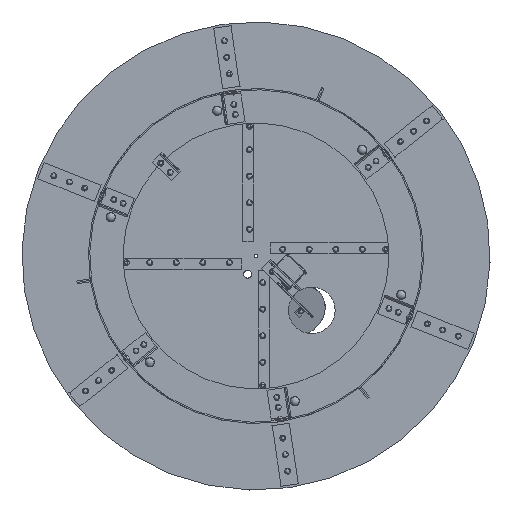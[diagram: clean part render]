
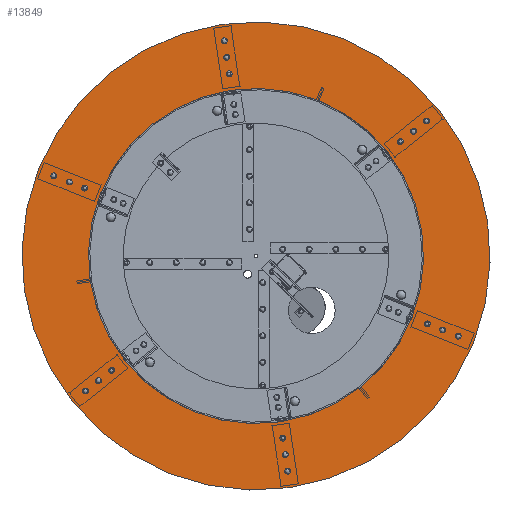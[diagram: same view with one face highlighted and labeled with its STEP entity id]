
A CAD part, front view. The second image highlights one B-rep face of the part: STEP entity #13849.
In plain terms, the highlighted planar face has unit normal (0, -1, 0).
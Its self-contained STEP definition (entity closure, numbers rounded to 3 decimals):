
#1408=FACE_BOUND('',#3482,.T.);
#1409=FACE_BOUND('',#3483,.T.);
#1410=FACE_BOUND('',#3484,.T.);
#1411=FACE_BOUND('',#3485,.T.);
#1412=FACE_BOUND('',#3486,.T.);
#1413=FACE_BOUND('',#3487,.T.);
#1414=FACE_BOUND('',#3488,.T.);
#1415=FACE_BOUND('',#3489,.T.);
#1416=FACE_BOUND('',#3490,.T.);
#1417=FACE_BOUND('',#3491,.T.);
#1418=FACE_BOUND('',#3492,.T.);
#1419=FACE_BOUND('',#3493,.T.);
#1420=FACE_BOUND('',#3494,.T.);
#1421=FACE_BOUND('',#3495,.T.);
#1422=FACE_BOUND('',#3496,.T.);
#1423=FACE_BOUND('',#3497,.T.);
#1424=FACE_BOUND('',#3498,.T.);
#1425=FACE_BOUND('',#3499,.T.);
#1426=FACE_BOUND('',#3500,.T.);
#1795=PLANE('',#15487);
#2480=FACE_OUTER_BOUND('',#3481,.T.);
#3481=EDGE_LOOP('',(#12648));
#3482=EDGE_LOOP('',(#12649));
#3483=EDGE_LOOP('',(#12650));
#3484=EDGE_LOOP('',(#12651));
#3485=EDGE_LOOP('',(#12652));
#3486=EDGE_LOOP('',(#12653));
#3487=EDGE_LOOP('',(#12654));
#3488=EDGE_LOOP('',(#12655));
#3489=EDGE_LOOP('',(#12656));
#3490=EDGE_LOOP('',(#12657));
#3491=EDGE_LOOP('',(#12658));
#3492=EDGE_LOOP('',(#12659));
#3493=EDGE_LOOP('',(#12660));
#3494=EDGE_LOOP('',(#12661));
#3495=EDGE_LOOP('',(#12662));
#3496=EDGE_LOOP('',(#12663));
#3497=EDGE_LOOP('',(#12664));
#3498=EDGE_LOOP('',(#12665));
#3499=EDGE_LOOP('',(#12666));
#3500=EDGE_LOOP('',(#12667));
#6220=CIRCLE('',#15427,2.45);
#6222=CIRCLE('',#15430,2.45);
#6224=CIRCLE('',#15433,2.45);
#6226=CIRCLE('',#15436,2.45);
#6228=CIRCLE('',#15439,2.45);
#6230=CIRCLE('',#15442,2.45);
#6232=CIRCLE('',#15445,2.45);
#6234=CIRCLE('',#15448,2.45);
#6236=CIRCLE('',#15451,2.45);
#6238=CIRCLE('',#15454,2.45);
#6240=CIRCLE('',#15457,2.45);
#6242=CIRCLE('',#15460,2.45);
#6244=CIRCLE('',#15463,2.45);
#6246=CIRCLE('',#15466,2.45);
#6248=CIRCLE('',#15469,2.45);
#6250=CIRCLE('',#15472,2.45);
#6252=CIRCLE('',#15475,2.45);
#6254=CIRCLE('',#15478,2.45);
#6256=CIRCLE('',#15481,252.);
#6259=CIRCLE('',#15485,352.);
#7359=VERTEX_POINT('',#24993);
#7361=VERTEX_POINT('',#24999);
#7363=VERTEX_POINT('',#25005);
#7365=VERTEX_POINT('',#25011);
#7367=VERTEX_POINT('',#25017);
#7369=VERTEX_POINT('',#25023);
#7371=VERTEX_POINT('',#25029);
#7373=VERTEX_POINT('',#25035);
#7375=VERTEX_POINT('',#25041);
#7377=VERTEX_POINT('',#25047);
#7379=VERTEX_POINT('',#25053);
#7381=VERTEX_POINT('',#25059);
#7383=VERTEX_POINT('',#25065);
#7385=VERTEX_POINT('',#25071);
#7387=VERTEX_POINT('',#25077);
#7389=VERTEX_POINT('',#25083);
#7391=VERTEX_POINT('',#25089);
#7393=VERTEX_POINT('',#25095);
#7395=VERTEX_POINT('',#25101);
#7398=VERTEX_POINT('',#25109);
#9105=EDGE_CURVE('',#7359,#7359,#6220,.T.);
#9108=EDGE_CURVE('',#7361,#7361,#6222,.T.);
#9111=EDGE_CURVE('',#7363,#7363,#6224,.T.);
#9114=EDGE_CURVE('',#7365,#7365,#6226,.T.);
#9117=EDGE_CURVE('',#7367,#7367,#6228,.T.);
#9120=EDGE_CURVE('',#7369,#7369,#6230,.T.);
#9123=EDGE_CURVE('',#7371,#7371,#6232,.T.);
#9126=EDGE_CURVE('',#7373,#7373,#6234,.T.);
#9129=EDGE_CURVE('',#7375,#7375,#6236,.T.);
#9132=EDGE_CURVE('',#7377,#7377,#6238,.T.);
#9135=EDGE_CURVE('',#7379,#7379,#6240,.T.);
#9138=EDGE_CURVE('',#7381,#7381,#6242,.T.);
#9141=EDGE_CURVE('',#7383,#7383,#6244,.T.);
#9144=EDGE_CURVE('',#7385,#7385,#6246,.T.);
#9147=EDGE_CURVE('',#7387,#7387,#6248,.T.);
#9150=EDGE_CURVE('',#7389,#7389,#6250,.T.);
#9153=EDGE_CURVE('',#7391,#7391,#6252,.T.);
#9156=EDGE_CURVE('',#7393,#7393,#6254,.T.);
#9159=EDGE_CURVE('',#7395,#7395,#6256,.T.);
#9164=EDGE_CURVE('',#7398,#7398,#6259,.T.);
#12648=ORIENTED_EDGE('',*,*,#9164,.F.);
#12649=ORIENTED_EDGE('',*,*,#9105,.T.);
#12650=ORIENTED_EDGE('',*,*,#9108,.T.);
#12651=ORIENTED_EDGE('',*,*,#9111,.T.);
#12652=ORIENTED_EDGE('',*,*,#9114,.T.);
#12653=ORIENTED_EDGE('',*,*,#9117,.T.);
#12654=ORIENTED_EDGE('',*,*,#9120,.T.);
#12655=ORIENTED_EDGE('',*,*,#9123,.T.);
#12656=ORIENTED_EDGE('',*,*,#9126,.T.);
#12657=ORIENTED_EDGE('',*,*,#9129,.T.);
#12658=ORIENTED_EDGE('',*,*,#9132,.T.);
#12659=ORIENTED_EDGE('',*,*,#9135,.T.);
#12660=ORIENTED_EDGE('',*,*,#9138,.T.);
#12661=ORIENTED_EDGE('',*,*,#9141,.T.);
#12662=ORIENTED_EDGE('',*,*,#9144,.T.);
#12663=ORIENTED_EDGE('',*,*,#9147,.T.);
#12664=ORIENTED_EDGE('',*,*,#9150,.T.);
#12665=ORIENTED_EDGE('',*,*,#9153,.T.);
#12666=ORIENTED_EDGE('',*,*,#9156,.T.);
#12667=ORIENTED_EDGE('',*,*,#9159,.T.);
#13849=ADVANCED_FACE('',(#2480,#1408,#1409,#1410,#1411,#1412,#1413,#1414,
#1415,#1416,#1417,#1418,#1419,#1420,#1421,#1422,#1423,#1424,#1425,#1426),
#1795,.F.);
#15427=AXIS2_PLACEMENT_3D('',#24994,#19076,#19077);
#15430=AXIS2_PLACEMENT_3D('',#25000,#19083,#19084);
#15433=AXIS2_PLACEMENT_3D('',#25006,#19090,#19091);
#15436=AXIS2_PLACEMENT_3D('',#25012,#19097,#19098);
#15439=AXIS2_PLACEMENT_3D('',#25018,#19104,#19105);
#15442=AXIS2_PLACEMENT_3D('',#25024,#19111,#19112);
#15445=AXIS2_PLACEMENT_3D('',#25030,#19118,#19119);
#15448=AXIS2_PLACEMENT_3D('',#25036,#19125,#19126);
#15451=AXIS2_PLACEMENT_3D('',#25042,#19132,#19133);
#15454=AXIS2_PLACEMENT_3D('',#25048,#19139,#19140);
#15457=AXIS2_PLACEMENT_3D('',#25054,#19146,#19147);
#15460=AXIS2_PLACEMENT_3D('',#25060,#19153,#19154);
#15463=AXIS2_PLACEMENT_3D('',#25066,#19160,#19161);
#15466=AXIS2_PLACEMENT_3D('',#25072,#19167,#19168);
#15469=AXIS2_PLACEMENT_3D('',#25078,#19174,#19175);
#15472=AXIS2_PLACEMENT_3D('',#25084,#19181,#19182);
#15475=AXIS2_PLACEMENT_3D('',#25090,#19188,#19189);
#15478=AXIS2_PLACEMENT_3D('',#25096,#19195,#19196);
#15481=AXIS2_PLACEMENT_3D('',#25102,#19202,#19203);
#15485=AXIS2_PLACEMENT_3D('',#25111,#19212,#19213);
#15487=AXIS2_PLACEMENT_3D('',#25113,#19216,#19217);
#19076=DIRECTION('center_axis',(0.,1.,0.));
#19077=DIRECTION('ref_axis',(-0.5,0.,-0.866));
#19083=DIRECTION('center_axis',(0.,1.,0.));
#19084=DIRECTION('ref_axis',(-0.5,0.,-0.866));
#19090=DIRECTION('center_axis',(0.,1.,0.));
#19091=DIRECTION('ref_axis',(-0.5,0.,-0.866));
#19097=DIRECTION('center_axis',(0.,1.,0.));
#19098=DIRECTION('ref_axis',(0.5,0.,-0.866));
#19104=DIRECTION('center_axis',(0.,1.,0.));
#19105=DIRECTION('ref_axis',(0.5,0.,-0.866));
#19111=DIRECTION('center_axis',(0.,1.,0.));
#19112=DIRECTION('ref_axis',(0.5,0.,-0.866));
#19118=DIRECTION('center_axis',(0.,1.,0.));
#19119=DIRECTION('ref_axis',(1.,0.,0.));
#19125=DIRECTION('center_axis',(0.,1.,0.));
#19126=DIRECTION('ref_axis',(1.,0.,0.));
#19132=DIRECTION('center_axis',(0.,1.,0.));
#19133=DIRECTION('ref_axis',(1.,0.,0.));
#19139=DIRECTION('center_axis',(0.,1.,0.));
#19140=DIRECTION('ref_axis',(0.5,0.,0.866));
#19146=DIRECTION('center_axis',(0.,1.,0.));
#19147=DIRECTION('ref_axis',(0.5,0.,0.866));
#19153=DIRECTION('center_axis',(0.,1.,0.));
#19154=DIRECTION('ref_axis',(0.5,0.,0.866));
#19160=DIRECTION('center_axis',(0.,1.,0.));
#19161=DIRECTION('ref_axis',(-0.5,0.,0.866));
#19167=DIRECTION('center_axis',(0.,1.,0.));
#19168=DIRECTION('ref_axis',(-0.5,0.,0.866));
#19174=DIRECTION('center_axis',(0.,1.,0.));
#19175=DIRECTION('ref_axis',(-0.5,0.,0.866));
#19181=DIRECTION('center_axis',(0.,1.,0.));
#19182=DIRECTION('ref_axis',(-1.,0.,0.));
#19188=DIRECTION('center_axis',(0.,1.,0.));
#19189=DIRECTION('ref_axis',(-1.,0.,0.));
#19195=DIRECTION('center_axis',(0.,1.,0.));
#19196=DIRECTION('ref_axis',(-1.,0.,0.));
#19202=DIRECTION('center_axis',(0.,1.,0.));
#19203=DIRECTION('ref_axis',(1.,0.,0.));
#19212=DIRECTION('center_axis',(0.,1.,0.));
#19213=DIRECTION('ref_axis',(-1.,0.,0.));
#19216=DIRECTION('center_axis',(0.,1.,0.));
#19217=DIRECTION('ref_axis',(0.,0.,1.));
#24993=CARTESIAN_POINT('',(139.725,0.,242.011));
#24994=CARTESIAN_POINT('Origin',(138.5,0.,239.889));
#24999=CARTESIAN_POINT('',(164.725,0.,285.312));
#25000=CARTESIAN_POINT('Origin',(163.5,0.,283.19));
#25005=CARTESIAN_POINT('',(152.225,0.,263.661));
#25006=CARTESIAN_POINT('Origin',(151.,0.,261.54));
#25011=CARTESIAN_POINT('',(-139.725,0.,242.011));
#25012=CARTESIAN_POINT('Origin',(-138.5,0.,239.889));
#25017=CARTESIAN_POINT('',(-164.725,0.,285.312));
#25018=CARTESIAN_POINT('Origin',(-163.5,0.,283.19));
#25023=CARTESIAN_POINT('',(-152.225,0.,263.661));
#25024=CARTESIAN_POINT('Origin',(-151.,0.,261.54));
#25029=CARTESIAN_POINT('',(-279.45,0.,0.));
#25030=CARTESIAN_POINT('Origin',(-277.,0.,0.));
#25035=CARTESIAN_POINT('',(-329.45,0.,0.));
#25036=CARTESIAN_POINT('Origin',(-327.,0.,0.));
#25041=CARTESIAN_POINT('',(-304.45,0.,0.));
#25042=CARTESIAN_POINT('Origin',(-302.,0.,0.));
#25047=CARTESIAN_POINT('',(-139.725,0.,-242.011));
#25048=CARTESIAN_POINT('Origin',(-138.5,0.,-239.889));
#25053=CARTESIAN_POINT('',(-164.725,0.,-285.312));
#25054=CARTESIAN_POINT('Origin',(-163.5,0.,-283.19));
#25059=CARTESIAN_POINT('',(-152.225,0.,-263.661));
#25060=CARTESIAN_POINT('Origin',(-151.,0.,-261.54));
#25065=CARTESIAN_POINT('',(139.725,0.,-242.011));
#25066=CARTESIAN_POINT('Origin',(138.5,0.,-239.889));
#25071=CARTESIAN_POINT('',(164.725,0.,-285.312));
#25072=CARTESIAN_POINT('Origin',(163.5,0.,-283.19));
#25077=CARTESIAN_POINT('',(152.225,0.,-263.661));
#25078=CARTESIAN_POINT('Origin',(151.,0.,-261.54));
#25083=CARTESIAN_POINT('',(279.45,0.,0.));
#25084=CARTESIAN_POINT('Origin',(277.,0.,0.));
#25089=CARTESIAN_POINT('',(304.45,0.,0.));
#25090=CARTESIAN_POINT('Origin',(302.,0.,0.));
#25095=CARTESIAN_POINT('',(329.45,0.,0.));
#25096=CARTESIAN_POINT('Origin',(327.,0.,0.));
#25101=CARTESIAN_POINT('',(-252.,0.,0.));
#25102=CARTESIAN_POINT('Origin',(0.,0.,0.));
#25109=CARTESIAN_POINT('',(352.,0.,0.));
#25111=CARTESIAN_POINT('Origin',(0.,0.,0.));
#25113=CARTESIAN_POINT('Origin',(0.,0.,0.));
